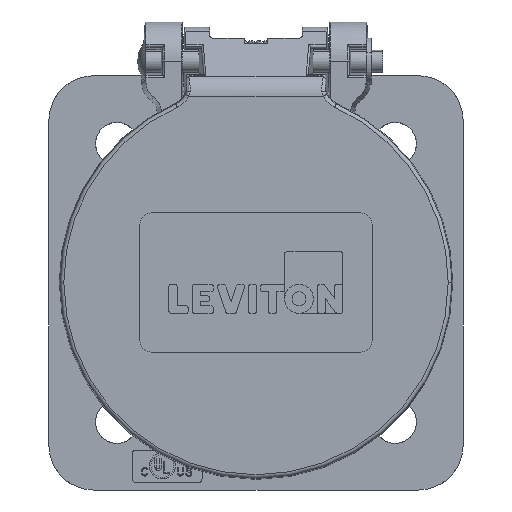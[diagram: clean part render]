
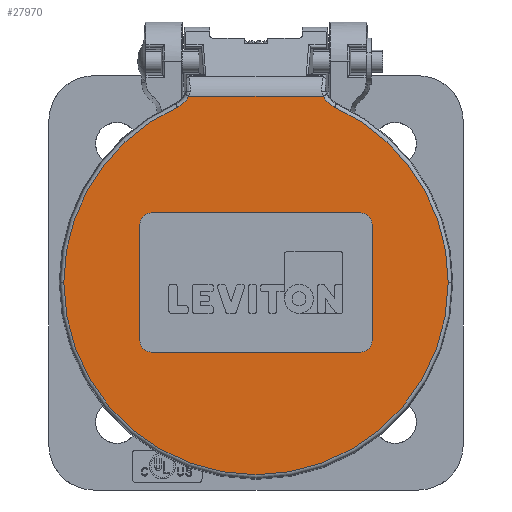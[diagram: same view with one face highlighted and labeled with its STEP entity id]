
A CAD part, top view. The second image highlights one B-rep face of the part: STEP entity #27970.
In plain terms, the highlighted planar face has unit normal (0, 0, 1).
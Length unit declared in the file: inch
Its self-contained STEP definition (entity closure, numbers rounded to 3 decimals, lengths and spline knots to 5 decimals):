
#101 = ORIENTED_EDGE ( 'NONE', *, *, #25869, .T. ) ;
#153 = EDGE_CURVE ( 'NONE', #19009, #34129, #12976, .T. ) ;
#383 = VERTEX_POINT ( 'NONE', #30740 ) ;
#529 = EDGE_CURVE ( 'NONE', #34129, #4979, #11103, .T. ) ;
#615 = CARTESIAN_POINT ( 'NONE',  ( -0.47521, 0.29084, 0.9425 ) ) ;
#662 = DIRECTION ( 'NONE',  ( 1., 0., 0. ) ) ;
#840 = VERTEX_POINT ( 'NONE', #25723 ) ;
#870 = AXIS2_PLACEMENT_3D ( 'NONE', #615, #18766, #23944 ) ;
#935 = VECTOR ( 'NONE', #24787, 39.37008 ) ;
#1270 = CARTESIAN_POINT ( 'NONE',  ( -0.47521, 0.35284, 0.9425 ) ) ;
#1633 = ORIENTED_EDGE ( 'NONE', *, *, #22535, .T. ) ;
#1914 = VECTOR ( 'NONE', #24410, 39.37008 ) ;
#2056 = LINE ( 'NONE', #13096, #12569 ) ;
#2345 = CARTESIAN_POINT ( 'NONE',  ( 0.65079, -0.39716, 0.9425 ) ) ;
#2602 = VERTEX_POINT ( 'NONE', #8564 ) ;
#3071 = VECTOR ( 'NONE', #3870, 39.37008 ) ;
#3108 = DIRECTION ( 'NONE',  ( -1., 0., 0. ) ) ;
#3206 = AXIS2_PLACEMENT_3D ( 'NONE', #4282, #14833, #7214 ) ;
#3303 = ORIENTED_EDGE ( 'NONE', *, *, #24864, .T. ) ;
#3863 = AXIS2_PLACEMENT_3D ( 'NONE', #19689, #8644, #30282 ) ;
#3870 = DIRECTION ( 'NONE',  ( 0., 1., 0. ) ) ;
#4222 = CARTESIAN_POINT ( 'NONE',  ( -0.53721, 0.29084, 0.9425 ) ) ;
#4282 = CARTESIAN_POINT ( 'NONE',  ( 0.08779, -0.02216, 0.9425 ) ) ;
#4423 = CIRCLE ( 'NONE', #8817, 0.062 ) ;
#4591 = EDGE_CURVE ( 'NONE', #4979, #383, #20732, .T. ) ;
#4633 = DIRECTION ( 'NONE',  ( -1., 0., 0. ) ) ;
#4840 = CARTESIAN_POINT ( 'NONE',  ( -0.33621, 0.92251, 0.9425 ) ) ;
#4979 = VERTEX_POINT ( 'NONE', #1270 ) ;
#5411 = AXIS2_PLACEMENT_3D ( 'NONE', #5832, #21918, #662 ) ;
#5530 = ORIENTED_EDGE ( 'NONE', *, *, #153, .F. ) ;
#5658 = CARTESIAN_POINT ( 'NONE',  ( -0.53721, -0.33516, 0.9425 ) ) ;
#5832 = CARTESIAN_POINT ( 'NONE',  ( 0.08779, -0.02216, 0.9425 ) ) ;
#7214 = DIRECTION ( 'NONE',  ( 1., 0., 0. ) ) ;
#8564 = CARTESIAN_POINT ( 'NONE',  ( 0.45049, 0.9823, 0.9425 ) ) ;
#8644 = DIRECTION ( 'NONE',  ( 0., 0., -1. ) ) ;
#8789 = AXIS2_PLACEMENT_3D ( 'NONE', #23535, #32961, #19776 ) ;
#8793 = VERTEX_POINT ( 'NONE', #4840 ) ;
#8817 = AXIS2_PLACEMENT_3D ( 'NONE', #27259, #24496, #3108 ) ;
#9123 = AXIS2_PLACEMENT_3D ( 'NONE', #23865, #13504, #15934 ) ;
#9545 = ORIENTED_EDGE ( 'NONE', *, *, #529, .F. ) ;
#10382 = CIRCLE ( 'NONE', #11469, 0.12454 ) ;
#10823 = ORIENTED_EDGE ( 'NONE', *, *, #21726, .T. ) ;
#10961 = DIRECTION ( 'NONE',  ( 1., 0., 0. ) ) ;
#10978 = EDGE_LOOP ( 'NONE', ( #29119, #9545, #5530, #31420, #13415, #31329, #33414, #15959 ) ) ;
#11103 = LINE ( 'NONE', #34017, #1914 ) ;
#11181 = CARTESIAN_POINT ( 'NONE',  ( 0.65079, 0.29084, 0.9425 ) ) ;
#11251 = VERTEX_POINT ( 'NONE', #16049 ) ;
#11469 = AXIS2_PLACEMENT_3D ( 'NONE', #17283, #21388, #18800 ) ;
#11492 = LINE ( 'NONE', #4222, #935 ) ;
#11925 = EDGE_CURVE ( 'NONE', #29768, #19009, #22709, .T. ) ;
#12483 = CARTESIAN_POINT ( 'NONE',  ( 0.71279, 0.29084, 0.9425 ) ) ;
#12569 = VECTOR ( 'NONE', #18604, 39.37008 ) ;
#12976 = CIRCLE ( 'NONE', #26742, 0.062 ) ;
#12984 = AXIS2_PLACEMENT_3D ( 'NONE', #25369, #20518, #4633 ) ;
#13096 = CARTESIAN_POINT ( 'NONE',  ( -0.28721, 0.9823, 0.9425 ) ) ;
#13415 = ORIENTED_EDGE ( 'NONE', *, *, #14911, .F. ) ;
#13504 = DIRECTION ( 'NONE',  ( 0., 0., 1. ) ) ;
#13790 = DIRECTION ( 'NONE',  ( 1., 0., 0. ) ) ;
#14833 = DIRECTION ( 'NONE',  ( 0., 0., 1. ) ) ;
#14911 = EDGE_CURVE ( 'NONE', #21045, #29768, #24565, .T. ) ;
#15934 = DIRECTION ( 'NONE',  ( 1., 0., 0. ) ) ;
#15959 = ORIENTED_EDGE ( 'NONE', *, *, #20876, .F. ) ;
#16049 = CARTESIAN_POINT ( 'NONE',  ( -0.2749, 0.9823, 0.9425 ) ) ;
#16242 = CARTESIAN_POINT ( 'NONE',  ( 0.5118, 0.92251, 0.9425 ) ) ;
#16438 = EDGE_LOOP ( 'NONE', ( #3303, #1633, #26589, #101, #19342, #10823 ) ) ;
#17046 = CIRCLE ( 'NONE', #5411, 1.03546 ) ;
#17092 = CIRCLE ( 'NONE', #8789, 1.03546 ) ;
#17283 = CARTESIAN_POINT ( 'NONE',  ( 0.56279, 1.03613, 0.9425 ) ) ;
#18060 = EDGE_CURVE ( 'NONE', #18222, #32019, #17046, .T. ) ;
#18222 = VERTEX_POINT ( 'NONE', #22092 ) ;
#18604 = DIRECTION ( 'NONE',  ( -1., 0., 0. ) ) ;
#18614 = VECTOR ( 'NONE', #10961, 39.37008 ) ;
#18766 = DIRECTION ( 'NONE',  ( 0., 0., 1. ) ) ;
#18800 = DIRECTION ( 'NONE',  ( 1., 0., 0. ) ) ;
#19009 = VERTEX_POINT ( 'NONE', #12483 ) ;
#19342 = ORIENTED_EDGE ( 'NONE', *, *, #18060, .T. ) ;
#19689 = CARTESIAN_POINT ( 'NONE',  ( -0.38721, 1.03613, 0.9425 ) ) ;
#19776 = DIRECTION ( 'NONE',  ( 1., 0., 0. ) ) ;
#19793 = EDGE_CURVE ( 'NONE', #28459, #21045, #21676, .T. ) ;
#20239 = PLANE ( 'NONE',  #9123 ) ;
#20518 = DIRECTION ( 'NONE',  ( 0., 0., 1. ) ) ;
#20732 = CIRCLE ( 'NONE', #870, 0.062 ) ;
#20847 = CIRCLE ( 'NONE', #3206, 1.03546 ) ;
#20876 = EDGE_CURVE ( 'NONE', #383, #32015, #11492, .T. ) ;
#20934 = FACE_OUTER_BOUND ( 'NONE', #16438, .T. ) ;
#21045 = VERTEX_POINT ( 'NONE', #2345 ) ;
#21388 = DIRECTION ( 'NONE',  ( 0., 0., -1. ) ) ;
#21676 = LINE ( 'NONE', #32100, #18614 ) ;
#21726 = EDGE_CURVE ( 'NONE', #32019, #2602, #10382, .T. ) ;
#21918 = DIRECTION ( 'NONE',  ( 0., 0., 1. ) ) ;
#22092 = CARTESIAN_POINT ( 'NONE',  ( 1.12325, -0.02216, 0.9425 ) ) ;
#22298 = EDGE_CURVE ( 'NONE', #8793, #840, #17092, .T. ) ;
#22535 = EDGE_CURVE ( 'NONE', #11251, #8793, #27579, .T. ) ;
#22709 = LINE ( 'NONE', #25613, #3071 ) ;
#23535 = CARTESIAN_POINT ( 'NONE',  ( 0.08779, -0.02216, 0.9425 ) ) ;
#23865 = CARTESIAN_POINT ( 'NONE',  ( 0.08779, -0.02216, 0.9425 ) ) ;
#23944 = DIRECTION ( 'NONE',  ( -1., 0., 0. ) ) ;
#24410 = DIRECTION ( 'NONE',  ( -1., 0., 0. ) ) ;
#24496 = DIRECTION ( 'NONE',  ( 0., 0., 1. ) ) ;
#24565 = CIRCLE ( 'NONE', #12984, 0.062 ) ;
#24787 = DIRECTION ( 'NONE',  ( 0., -1., 0. ) ) ;
#24864 = EDGE_CURVE ( 'NONE', #2602, #11251, #2056, .T. ) ;
#25369 = CARTESIAN_POINT ( 'NONE',  ( 0.65079, -0.33516, 0.9425 ) ) ;
#25613 = CARTESIAN_POINT ( 'NONE',  ( 0.71279, 0.29084, 0.9425 ) ) ;
#25723 = CARTESIAN_POINT ( 'NONE',  ( -0.94766, -0.02216, 0.9425 ) ) ;
#25838 = CARTESIAN_POINT ( 'NONE',  ( -0.47521, -0.39716, 0.9425 ) ) ;
#25869 = EDGE_CURVE ( 'NONE', #840, #18222, #20847, .T. ) ;
#25936 = CARTESIAN_POINT ( 'NONE',  ( 0.65079, 0.35284, 0.9425 ) ) ;
#26589 = ORIENTED_EDGE ( 'NONE', *, *, #22298, .T. ) ;
#26742 = AXIS2_PLACEMENT_3D ( 'NONE', #11181, #29027, #13790 ) ;
#27259 = CARTESIAN_POINT ( 'NONE',  ( -0.47521, -0.33516, 0.9425 ) ) ;
#27579 = CIRCLE ( 'NONE', #3863, 0.12454 ) ;
#27970 = ADVANCED_FACE ( 'NONE', ( #31176, #20934 ), #20239, .T. ) ;
#28188 = CARTESIAN_POINT ( 'NONE',  ( 0.71279, -0.33516, 0.9425 ) ) ;
#28459 = VERTEX_POINT ( 'NONE', #25838 ) ;
#29027 = DIRECTION ( 'NONE',  ( 0., 0., 1. ) ) ;
#29119 = ORIENTED_EDGE ( 'NONE', *, *, #4591, .F. ) ;
#29768 = VERTEX_POINT ( 'NONE', #28188 ) ;
#30282 = DIRECTION ( 'NONE',  ( 1., 0., 0. ) ) ;
#30740 = CARTESIAN_POINT ( 'NONE',  ( -0.53721, 0.29084, 0.9425 ) ) ;
#31176 = FACE_BOUND ( 'NONE', #10978, .T. ) ;
#31329 = ORIENTED_EDGE ( 'NONE', *, *, #19793, .F. ) ;
#31420 = ORIENTED_EDGE ( 'NONE', *, *, #11925, .F. ) ;
#31856 = EDGE_CURVE ( 'NONE', #32015, #28459, #4423, .T. ) ;
#32015 = VERTEX_POINT ( 'NONE', #5658 ) ;
#32019 = VERTEX_POINT ( 'NONE', #16242 ) ;
#32100 = CARTESIAN_POINT ( 'NONE',  ( -0.47521, -0.39716, 0.9425 ) ) ;
#32961 = DIRECTION ( 'NONE',  ( 0., 0., 1. ) ) ;
#33414 = ORIENTED_EDGE ( 'NONE', *, *, #31856, .F. ) ;
#34017 = CARTESIAN_POINT ( 'NONE',  ( -0.47521, 0.35284, 0.9425 ) ) ;
#34129 = VERTEX_POINT ( 'NONE', #25936 ) ;
